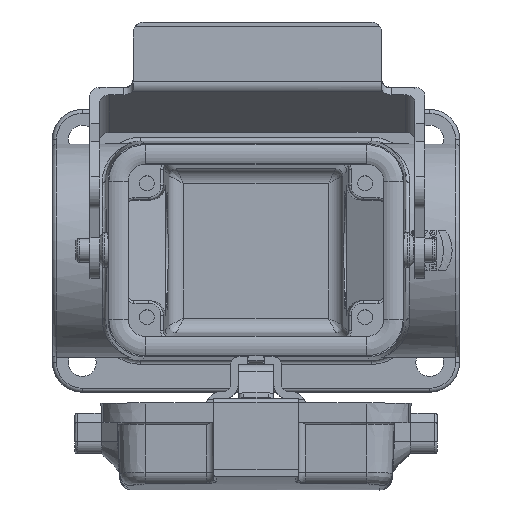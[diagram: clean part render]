
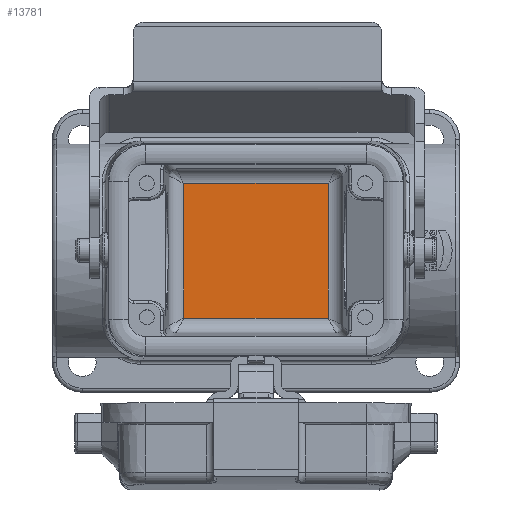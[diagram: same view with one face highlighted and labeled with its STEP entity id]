
A CAD part, top view. The second image highlights one B-rep face of the part: STEP entity #13781.
In plain terms, the highlighted planar face has unit normal (0, 0, 1).
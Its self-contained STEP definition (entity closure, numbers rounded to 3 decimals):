
#13742=CARTESIAN_POINT('',(-17.5,17.75,-58.25));
#13743=DIRECTION('',(0.0,0.0,-1.0));
#13744=DIRECTION('',(-1.0,0.0,0.0));
#13745=AXIS2_PLACEMENT_3D('',#13742,#13743,#13744);
#13746=PLANE('',#13745);
#13747=CARTESIAN_POINT('',(-14.56,-13.572,-58.25));
#13748=VERTEX_POINT('',#13747);
#13749=CARTESIAN_POINT('',(14.56,-13.572,-58.25));
#13750=VERTEX_POINT('',#13749);
#13751=CARTESIAN_POINT('',(-14.56,-13.572,-58.25));
#13752=DIRECTION('',(1.0,0.0,0.0));
#13753=VECTOR('',#13752,29.12);
#13754=LINE('',#13751,#13753);
#13755=EDGE_CURVE('',#13748,#13750,#13754,.T.);
#13756=ORIENTED_EDGE('',*,*,#13755,.T.);
#13757=CARTESIAN_POINT('',(14.56,13.572,-58.25));
#13758=VERTEX_POINT('',#13757);
#13759=CARTESIAN_POINT('',(14.56,-13.572,-58.25));
#13760=DIRECTION('',(0.0,1.0,0.0));
#13761=VECTOR('',#13760,27.145);
#13762=LINE('',#13759,#13761);
#13763=EDGE_CURVE('',#13750,#13758,#13762,.T.);
#13764=ORIENTED_EDGE('',*,*,#13763,.T.);
#13765=CARTESIAN_POINT('',(-14.56,13.572,-58.25));
#13766=VERTEX_POINT('',#13765);
#13767=CARTESIAN_POINT('',(14.56,13.572,-58.25));
#13768=DIRECTION('',(-1.0,0.0,0.0));
#13769=VECTOR('',#13768,29.12);
#13770=LINE('',#13767,#13769);
#13771=EDGE_CURVE('',#13758,#13766,#13770,.T.);
#13772=ORIENTED_EDGE('',*,*,#13771,.T.);
#13773=CARTESIAN_POINT('',(-14.56,13.572,-58.25));
#13774=DIRECTION('',(0.0,-1.0,0.0));
#13775=VECTOR('',#13774,27.145);
#13776=LINE('',#13773,#13775);
#13777=EDGE_CURVE('',#13766,#13748,#13776,.T.);
#13778=ORIENTED_EDGE('',*,*,#13777,.T.);
#13779=EDGE_LOOP('',(#13756,#13764,#13772,#13778));
#13780=FACE_OUTER_BOUND('',#13779,.T.);
#13781=ADVANCED_FACE('',(#13780),#13746,.F.);
